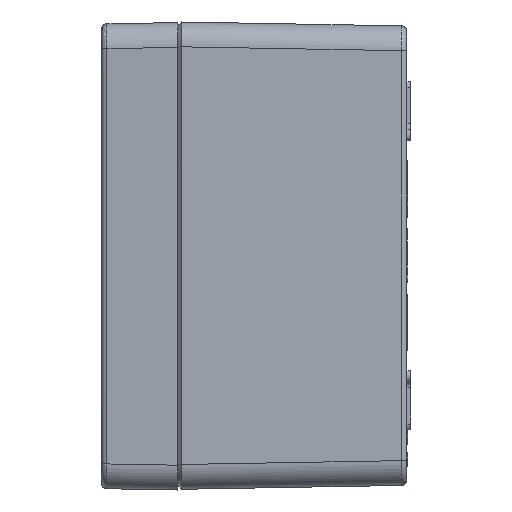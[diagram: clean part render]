
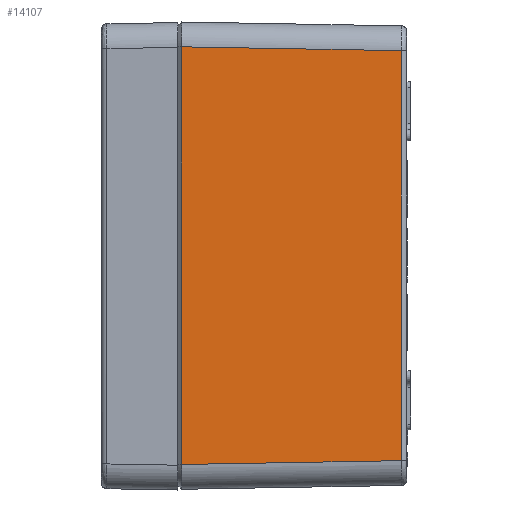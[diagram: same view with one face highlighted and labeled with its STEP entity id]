
A CAD part, left-side view. The second image highlights one B-rep face of the part: STEP entity #14107.
In plain terms, the highlighted planar face has unit normal (-1, -0.018, 0).
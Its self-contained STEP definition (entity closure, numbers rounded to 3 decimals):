
#12323 = VERTEX_POINT('',#12324);
#12324 = CARTESIAN_POINT('',(6.398,188.096,
    322.739));
#12607 = VERTEX_POINT('',#12608);
#12608 = CARTESIAN_POINT('',(6.398,188.096,
    213.371));
#12678 = EDGE_CURVE('',#12323,#12607,#12679,.T.);
#12679 = LINE('',#12680,#12681);
#12680 = CARTESIAN_POINT('',(6.398,188.096,
    206.855));
#12681 = VECTOR('',#12682,1.);
#12682 = DIRECTION('',(0.,0.,-1.));
#13895 = EDGE_CURVE('',#13896,#12323,#13898,.T.);
#13896 = VERTEX_POINT('',#13897);
#13897 = CARTESIAN_POINT('',(7.402,130.57,
    321.734));
#13898 = LINE('',#13899,#13900);
#13899 = CARTESIAN_POINT('',(7.402,130.57,
    321.734));
#13900 = VECTOR('',#13901,1.);
#13901 = DIRECTION('',(-0.017,1.,
    0.017));
#14080 = EDGE_CURVE('',#12607,#14081,#14083,.T.);
#14081 = VERTEX_POINT('',#14082);
#14082 = CARTESIAN_POINT('',(7.402,130.57,
    214.376));
#14083 = LINE('',#14084,#14085);
#14084 = CARTESIAN_POINT('',(6.398,188.096,
    213.371));
#14085 = VECTOR('',#14086,1.);
#14086 = DIRECTION('',(0.017,-1.,
    0.017));
#14107 = ADVANCED_FACE('',(#14108),#14119,.T.);
#14108 = FACE_BOUND('',#14109,.T.);
#14109 = EDGE_LOOP('',(#14110,#14111,#14112,#14113));
#14110 = ORIENTED_EDGE('',*,*,#13895,.T.);
#14111 = ORIENTED_EDGE('',*,*,#12678,.T.);
#14112 = ORIENTED_EDGE('',*,*,#14080,.T.);
#14113 = ORIENTED_EDGE('',*,*,#14114,.F.);
#14114 = EDGE_CURVE('',#13896,#14081,#14115,.T.);
#14115 = LINE('',#14116,#14117);
#14116 = CARTESIAN_POINT('',(7.402,130.57,
    323.349));
#14117 = VECTOR('',#14118,1.);
#14118 = DIRECTION('',(0.,0.,-1.));
#14119 = PLANE('',#14120);
#14120 = AXIS2_PLACEMENT_3D('',#14121,#14122,#14123);
#14121 = CARTESIAN_POINT('',(6.381,189.096,
    206.855));
#14122 = DIRECTION('',(-1.,-0.017,0.));
#14123 = DIRECTION('',(-0.017,1.,0.));
